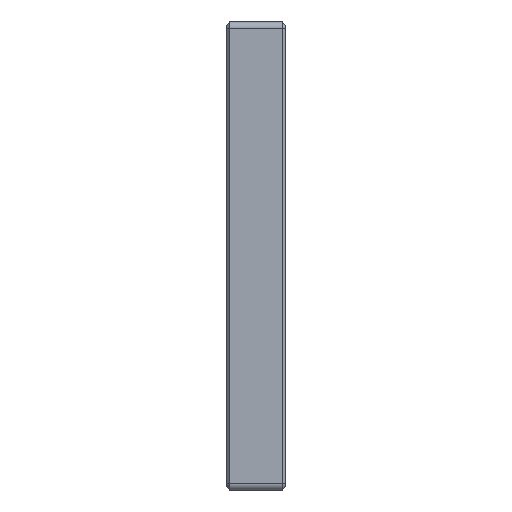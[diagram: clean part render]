
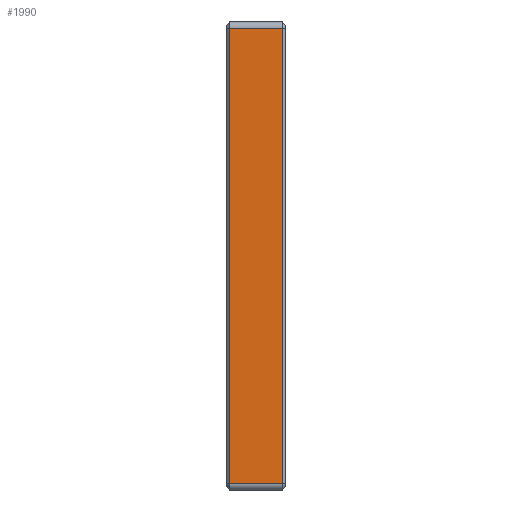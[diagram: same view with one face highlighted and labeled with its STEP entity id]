
A CAD part, left-side view. The second image highlights one B-rep face of the part: STEP entity #1990.
In plain terms, the highlighted planar face has unit normal (-1, 0, 0).
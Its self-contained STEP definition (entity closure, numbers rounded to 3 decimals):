
#233 = CARTESIAN_POINT ( 'NONE',  ( 0., 9.5, -1. ) ) ;
#321 = AXIS2_PLACEMENT_3D ( 'NONE', #1339, #1348, #1349 ) ;
#518 = CARTESIAN_POINT ( 'NONE',  ( 0., 9., -74. ) ) ;
#522 = CARTESIAN_POINT ( 'NONE',  ( 0., 0.5, -74. ) ) ;
#834 = EDGE_CURVE ( 'NONE', #2344, #2358, #1437, .T. ) ;
#835 = EDGE_CURVE ( 'NONE', #2345, #2344, #1447, .T. ) ;
#836 = EDGE_CURVE ( 'NONE', #2362, #2345, #1433, .T. ) ;
#837 = EDGE_CURVE ( 'NONE', #2358, #2362, #1431, .T. ) ;
#1005 = EDGE_LOOP ( 'NONE', ( #1803, #1794, #1793, #1800 ) ) ;
#1124 = CARTESIAN_POINT ( 'NONE',  ( 0., 9., 0. ) ) ;
#1125 = DIRECTION ( 'NONE',  ( 0., 0., -1. ) ) ;
#1126 = DIRECTION ( 'NONE',  ( 0., 1., 0. ) ) ;
#1127 = CARTESIAN_POINT ( 'NONE',  ( 0., 0.5, -1. ) ) ;
#1128 = DIRECTION ( 'NONE',  ( 0., 0., 1. ) ) ;
#1129 = CARTESIAN_POINT ( 'NONE',  ( 0., 9.5, -74. ) ) ;
#1130 = DIRECTION ( 'NONE',  ( 0., -1., 0. ) ) ;
#1339 = CARTESIAN_POINT ( 'NONE',  ( 0., 9.5, 0. ) ) ;
#1346 = PLANE ( 'NONE',  #321 ) ;
#1348 = DIRECTION ( 'NONE',  ( 1., 0., 0. ) ) ;
#1349 = DIRECTION ( 'NONE',  ( 0., 0., -1. ) ) ;
#1371 = CARTESIAN_POINT ( 'NONE',  ( 0., 9., -1. ) ) ;
#1375 = CARTESIAN_POINT ( 'NONE',  ( 0., 0.5, -1. ) ) ;
#1428 = VECTOR ( 'NONE', #1130, 1000. ) ;
#1430 = VECTOR ( 'NONE', #1128, 1000. ) ;
#1431 = LINE ( 'NONE', #1129, #1428 ) ;
#1432 = VECTOR ( 'NONE', #1126, 1000. ) ;
#1433 = LINE ( 'NONE', #1127, #1430 ) ;
#1434 = VECTOR ( 'NONE', #1125, 1000. ) ;
#1437 = LINE ( 'NONE', #1124, #1434 ) ;
#1447 = LINE ( 'NONE', #233, #1432 ) ;
#1793 = ORIENTED_EDGE ( 'NONE', *, *, #835, .T. ) ;
#1794 = ORIENTED_EDGE ( 'NONE', *, *, #836, .T. ) ;
#1800 = ORIENTED_EDGE ( 'NONE', *, *, #834, .T. ) ;
#1803 = ORIENTED_EDGE ( 'NONE', *, *, #837, .T. ) ;
#1990 = ADVANCED_FACE ( 'NONE', ( #2066 ), #1346, .F. ) ;
#2066 = FACE_OUTER_BOUND ( 'NONE', #1005, .T. ) ;
#2344 = VERTEX_POINT ( 'NONE', #1371 ) ;
#2345 = VERTEX_POINT ( 'NONE', #1375 ) ;
#2358 = VERTEX_POINT ( 'NONE', #518 ) ;
#2362 = VERTEX_POINT ( 'NONE', #522 ) ;
